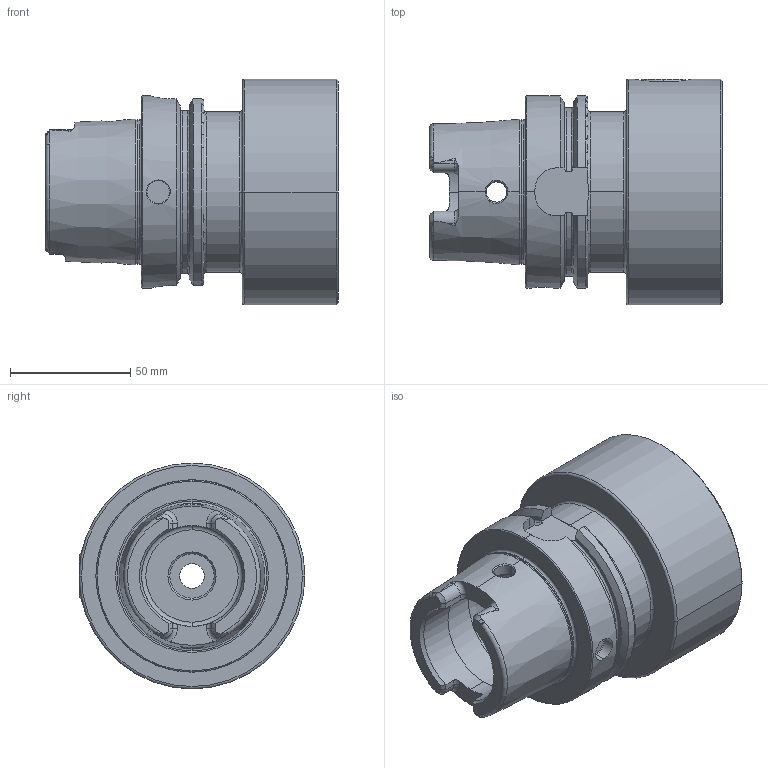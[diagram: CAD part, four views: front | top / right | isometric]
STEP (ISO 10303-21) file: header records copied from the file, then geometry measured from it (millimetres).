
FILE_DESCRIPTION (( 'STEP AP203' ), '1' );
FILE_NAME ('102.080.941.STEP', '2018-03-09T12:03:50', ( 'SWIAdmin' ), ( 'Hewlett-Packard Company' ), 'SwSTEP 2.0', 'SolidWorks 2017', '' );
FILE_SCHEMA (( 'CONFIG_CONTROL_DESIGN' ));
Length unit declared in the file: millimetre
Products named in the file (3): MB9-ER1.001.032_A; 102.080.941; HA8-MB9.K01.082_B_Fertigbearbeitung
Assembly tree (2 placements, depth 2):
  102.080.941
    HA8-MB9.K01.082_B_Fertigbearbeitung
    MB9-ER1.001.032_A
Bounding box: 121.9 x 94 x 94 mm (x, y, z)
Volume: 360446.2 mm3; surface area: 66437.7 mm2
Topology: 2 solids, 2 shells, 230 faces, 592 edges, 366 vertices
Faces by surface type: plane 72, cylinder 69, cone 46, torus 39, bspline 4
Entity records: 8697 total; most frequent: CARTESIAN_POINT 2896, ORIENTED_EDGE 1180, DIRECTION 1158, EDGE_CURVE 590, AXIS2_PLACEMENT_3D 474, VERTEX_POINT 366, CIRCLE 243, EDGE_LOOP 240
